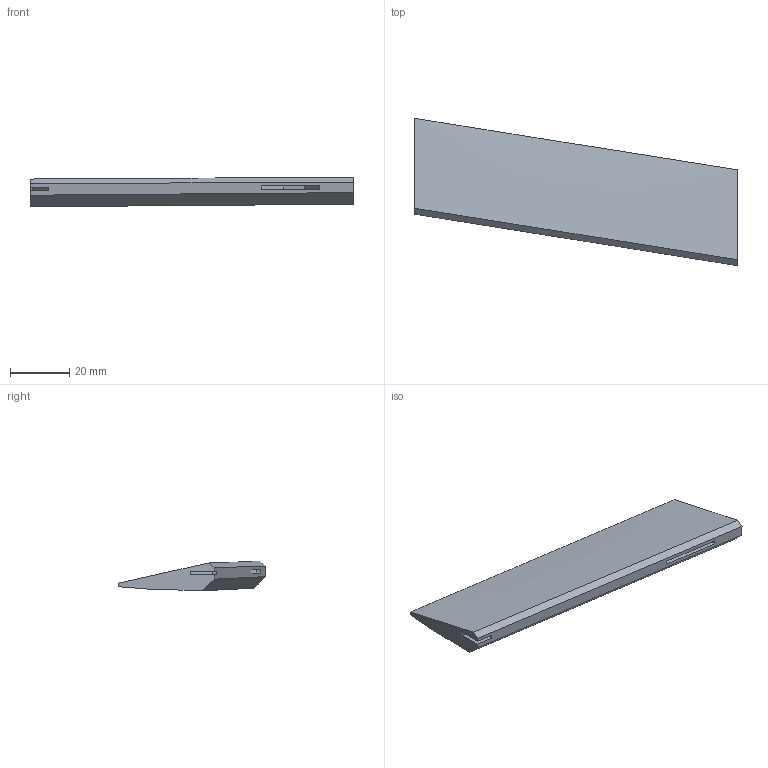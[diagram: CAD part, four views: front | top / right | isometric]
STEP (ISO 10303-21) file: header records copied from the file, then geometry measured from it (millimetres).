
FILE_DESCRIPTION(/* description */ (''),/* implementation_level */ '2;1');
FILE_NAME(/* name */ 'Wing L Aileron 2.step',/* time_stamp */ '2024-11-26T12:10:18+01:00',/* author */ (''),/* organization */ (''),/* preprocessor_version */ 'ST-DEVELOPER v20',/* originating_system */ 'Autodesk Translation Framework v13.20.0.188',/* authorisation */ '');
FILE_SCHEMA (('AUTOMOTIVE_DESIGN { 1 0 10303 214 3 1 1 }'));
Length unit declared in the file: millimetre
Products named in the file (1): Wing L Aileron 2
Bounding box: 109 x 49.83 x 9.99 mm (x, y, z)
Volume: 19279.5 mm3; surface area: 8589.6 mm2
Topology: 1 solids, 1 shells, 20 faces, 51 edges, 34 vertices
Faces by surface type: plane 16, bspline 4
Entity records: 726 total; most frequent: CARTESIAN_POINT 233, ORIENTED_EDGE 102, DIRECTION 73, EDGE_CURVE 51, LINE 39, VECTOR 39, VERTEX_POINT 34, EDGE_LOOP 21
